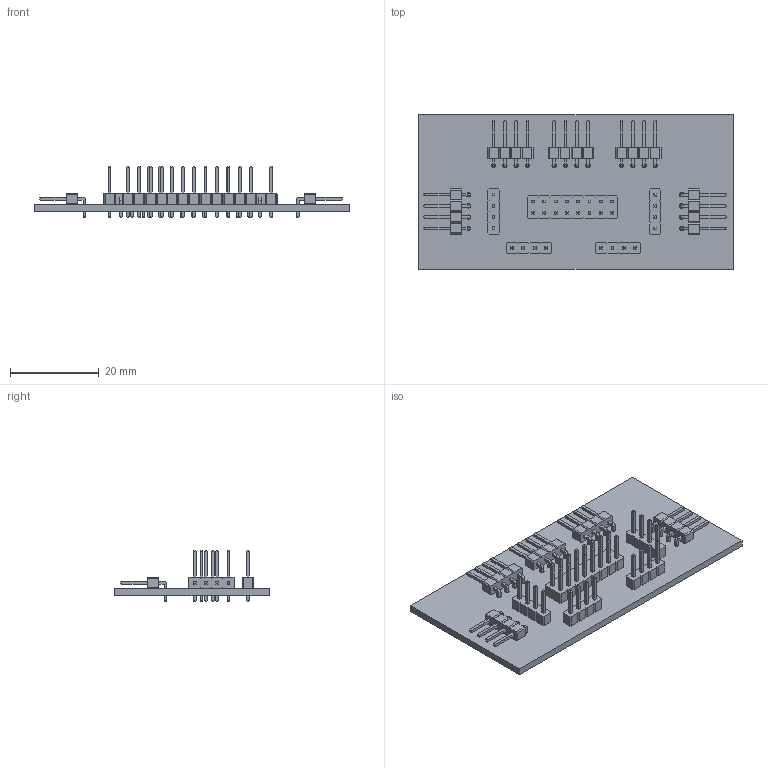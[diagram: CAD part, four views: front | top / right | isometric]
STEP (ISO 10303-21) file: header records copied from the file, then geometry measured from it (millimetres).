
FILE_DESCRIPTION(('KiCad electronic assembly'),'2;1');
FILE_NAME('PCB de Sensores V3 Usar.step','2025-02-24T21:15:29',('Pcbnew' ),('Kicad'),'Open CASCADE STEP processor 7.8', 'KiCad to STEP converter','Unknown');
FILE_SCHEMA(('AUTOMOTIVE_DESIGN { 1 0 10303 214 1 1 1 1 }'));
Length unit declared in the file: millimetre
Products named in the file (8): PCB de Sensores V3 Usar 1; PinHeader_2x08_P2.54mm_Vertical; PinHeader_2x08_P254mm_Vertical; PinHeader_1x04_P2.54mm_Horizontal; PinHeader_1x04_P254mm_Horizontal; PinHeader_1x04_P2.54mm_Vertical; PinHeader_1x04_P254mm_Vertical; PCB de Sensores V3 Usar_PCB
Assembly tree (14 placements, depth 3):
  PCB de Sensores V3 Usar 1
    PinHeader_2x08_P2.54mm_Vertical
      PinHeader_2x08_P254mm_Vertical
    PinHeader_1x04_P2.54mm_Horizontal  x5
      PinHeader_1x04_P254mm_Horizontal
    PinHeader_1x04_P2.54mm_Vertical  x4
      PinHeader_1x04_P254mm_Vertical
    PCB de Sensores V3 Usar_PCB
Bounding box: 70.72 x 34.85 x 11.54 mm (x, y, z)
Volume: 4926.4 mm3; surface area: 8141.1 mm2
Topology: 11 solids, 11 shells, 1358 faces, 3280 edges, 2048 vertices
Faces by surface type: plane 1286, cylinder 72
Full cylindrical faces by diameter (mm): 1 x52
Entity records: 21502 total; most frequent: CARTESIAN_POINT 3011, ORIENTED_EDGE 2940, DIRECTION 2832, EDGE_CURVE 1470, LINE 1358, VECTOR 1358, VERTEX_POINT 916, FACE_BOUND 762
